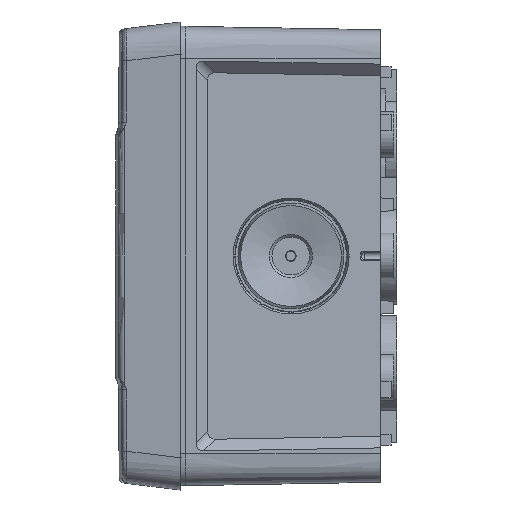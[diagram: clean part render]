
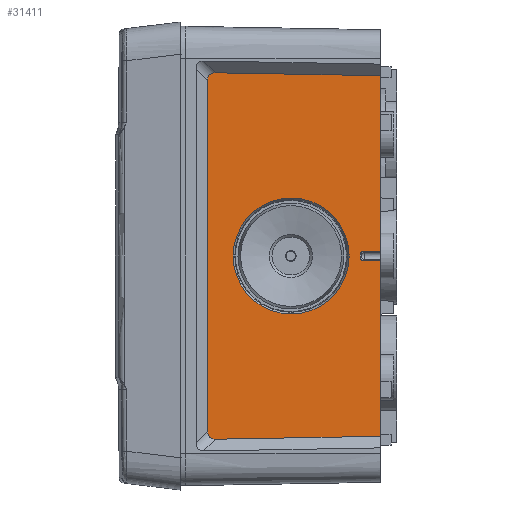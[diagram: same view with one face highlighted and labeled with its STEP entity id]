
A CAD part, left-side view. The second image highlights one B-rep face of the part: STEP entity #31411.
In plain terms, the highlighted planar face has unit normal (-1, -0.018, 0).
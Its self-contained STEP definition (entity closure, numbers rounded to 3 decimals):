
#922=B_SPLINE_CURVE_WITH_KNOTS('',3,(#61161,#61162,#61163,#61164,#61165,
#61166),.UNSPECIFIED.,.F.,.F.,(4,1,1,4),(0.,0.333,0.667,
1.),.UNSPECIFIED.);
#923=B_SPLINE_CURVE_WITH_KNOTS('',3,(#61168,#61169,#61170,#61171,#61172,
#61173,#61174,#61175,#61176),.UNSPECIFIED.,.F.,.F.,(4,1,1,1,1,1,4),(0.,
0.25,0.375,0.5,0.625,0.75,1.),.UNSPECIFIED.);
#924=B_SPLINE_CURVE_WITH_KNOTS('',3,(#61178,#61179,#61180,#61181,#61182,
#61183),.UNSPECIFIED.,.F.,.F.,(4,1,1,4),(0.,0.333,0.667,
1.),.UNSPECIFIED.);
#1823=ELLIPSE('',#34467,3.526,2.);
#1824=ELLIPSE('',#34469,3.526,2.);
#2791=CIRCLE('',#34470,10.731);
#10239=ORIENTED_EDGE('',*,*,#15874,.T.);
#10240=ORIENTED_EDGE('',*,*,#15878,.T.);
#10241=ORIENTED_EDGE('',*,*,#15879,.F.);
#10242=ORIENTED_EDGE('',*,*,#15880,.T.);
#10243=ORIENTED_EDGE('',*,*,#15881,.F.);
#10244=ORIENTED_EDGE('',*,*,#13885,.F.);
#10245=ORIENTED_EDGE('',*,*,#15882,.T.);
#10246=ORIENTED_EDGE('',*,*,#15883,.T.);
#10247=ORIENTED_EDGE('',*,*,#15884,.T.);
#10248=ORIENTED_EDGE('',*,*,#13881,.F.);
#10249=ORIENTED_EDGE('',*,*,#15885,.T.);
#13881=EDGE_CURVE('',#17891,#17892,#20572,.T.);
#13885=EDGE_CURVE('',#17895,#17896,#20573,.T.);
#15874=EDGE_CURVE('',#17891,#19257,#21783,.T.);
#15878=EDGE_CURVE('',#19257,#19259,#1823,.T.);
#15879=EDGE_CURVE('',#19260,#19259,#21786,.T.);
#15880=EDGE_CURVE('',#19260,#19261,#1824,.T.);
#15881=EDGE_CURVE('',#17896,#19261,#21787,.T.);
#15882=EDGE_CURVE('',#17895,#19262,#922,.T.);
#15883=EDGE_CURVE('',#19262,#19263,#923,.T.);
#15884=EDGE_CURVE('',#19263,#17892,#924,.T.);
#15885=EDGE_CURVE('',#19264,#19264,#2791,.T.);
#17891=VERTEX_POINT('',#54911);
#17892=VERTEX_POINT('',#54913);
#17895=VERTEX_POINT('',#54925);
#17896=VERTEX_POINT('',#54927);
#19257=VERTEX_POINT('',#61147);
#19259=VERTEX_POINT('',#61153);
#19260=VERTEX_POINT('',#61157);
#19261=VERTEX_POINT('',#61159);
#19262=VERTEX_POINT('',#61167);
#19263=VERTEX_POINT('',#61177);
#19264=VERTEX_POINT('',#61185);
#20572=LINE('',#54912,#23023);
#20573=LINE('',#54926,#23024);
#21783=LINE('',#61146,#24234);
#21786=LINE('',#61156,#24237);
#21787=LINE('',#61160,#24238);
#23023=VECTOR('',#38222,1000.);
#23024=VECTOR('',#38225,1000.);
#24234=VECTOR('',#42287,1000.);
#24237=VECTOR('',#42298,1000.);
#24238=VECTOR('',#42301,1000.);
#26288=EDGE_LOOP('',(#10239,#10240,#10241,#10242,#10243,#10244,#10245,#10246,
#10247,#10248));
#26289=EDGE_LOOP('',(#10249));
#28478=FACE_BOUND('',#26288,.T.);
#28479=FACE_BOUND('',#26289,.T.);
#29785=PLANE('',#34468);
#31411=ADVANCED_FACE('',(#28478,#28479),#29785,.T.);
#34467=AXIS2_PLACEMENT_3D('',#61154,#42294,#42295);
#34468=AXIS2_PLACEMENT_3D('',#61155,#42296,#42297);
#34469=AXIS2_PLACEMENT_3D('',#61158,#42299,#42300);
#34470=AXIS2_PLACEMENT_3D('',#61184,#42302,#42303);
#38222=DIRECTION('',(0.,0.,-1.));
#38225=DIRECTION('',(0.,0.,-1.));
#42287=DIRECTION('',(-0.017,1.,0.017));
#42294=DIRECTION('',(-1.,-0.017,0.));
#42295=DIRECTION('',(-0.012,0.713,0.701));
#42296=DIRECTION('',(-1.,-0.017,0.));
#42297=DIRECTION('',(0.,0.,1.));
#42298=DIRECTION('',(0.,0.,1.));
#42299=DIRECTION('',(-1.,-0.017,0.));
#42300=DIRECTION('',(0.012,-0.713,0.701));
#42301=DIRECTION('',(-0.017,1.,-0.017));
#42302=DIRECTION('',(1.,0.017,0.));
#42303=DIRECTION('',(-0.017,1.,0.));
#54911=CARTESIAN_POINT('',(-72.232,0.,33.368));
#54912=CARTESIAN_POINT('',(-72.232,0.,33.368));
#54913=CARTESIAN_POINT('',(-72.232,0.,0.883));
#54925=CARTESIAN_POINT('',(-72.232,0.,-0.883));
#54926=CARTESIAN_POINT('',(-72.232,0.,-0.883));
#54927=CARTESIAN_POINT('',(-72.232,0.,-33.368));
#61146=CARTESIAN_POINT('',(-72.232,0.,33.368));
#61147=CARTESIAN_POINT('',(-72.764,30.5,33.9));
#61153=CARTESIAN_POINT('',(-72.789,31.939,32.511));
#61154=CARTESIAN_POINT('',(-72.739,29.061,31.047));
#61155=CARTESIAN_POINT('',(-73.,44.,-42.7));
#61156=CARTESIAN_POINT('',(-72.789,31.939,-32.511));
#61157=CARTESIAN_POINT('',(-72.789,31.939,-32.511));
#61158=CARTESIAN_POINT('',(-72.739,29.061,-31.047));
#61159=CARTESIAN_POINT('',(-72.764,30.5,-33.9));
#61160=CARTESIAN_POINT('',(-72.232,0.,-33.368));
#61161=CARTESIAN_POINT('',(-72.232,0.,-0.883));
#61162=CARTESIAN_POINT('',(-72.238,0.331,-0.887));
#61163=CARTESIAN_POINT('',(-72.249,0.994,-0.894));
#61164=CARTESIAN_POINT('',(-72.267,1.992,-0.905));
#61165=CARTESIAN_POINT('',(-72.278,2.66,-0.911));
#61166=CARTESIAN_POINT('',(-72.284,2.995,-0.915));
#61167=CARTESIAN_POINT('',(-72.284,2.995,-0.915));
#61168=CARTESIAN_POINT('',(-72.284,2.995,-0.915));
#61169=CARTESIAN_POINT('',(-72.288,3.204,-0.917));
#61170=CARTESIAN_POINT('',(-72.293,3.474,-0.8));
#61171=CARTESIAN_POINT('',(-72.297,3.717,-0.406));
#61172=CARTESIAN_POINT('',(-72.298,3.772,-0.008));
#61173=CARTESIAN_POINT('',(-72.297,3.721,0.396));
#61174=CARTESIAN_POINT('',(-72.293,3.479,0.796));
#61175=CARTESIAN_POINT('',(-72.288,3.207,0.917));
#61176=CARTESIAN_POINT('',(-72.284,2.995,0.915));
#61177=CARTESIAN_POINT('',(-72.284,2.995,0.915));
#61178=CARTESIAN_POINT('',(-72.284,2.995,0.915));
#61179=CARTESIAN_POINT('',(-72.278,2.66,0.911));
#61180=CARTESIAN_POINT('',(-72.267,1.992,0.905));
#61181=CARTESIAN_POINT('',(-72.249,0.994,0.894));
#61182=CARTESIAN_POINT('',(-72.238,0.331,0.887));
#61183=CARTESIAN_POINT('',(-72.232,0.,0.883));
#61184=CARTESIAN_POINT('',(-72.52,16.5,0.));
#61185=CARTESIAN_POINT('',(-72.707,27.23,0.));
